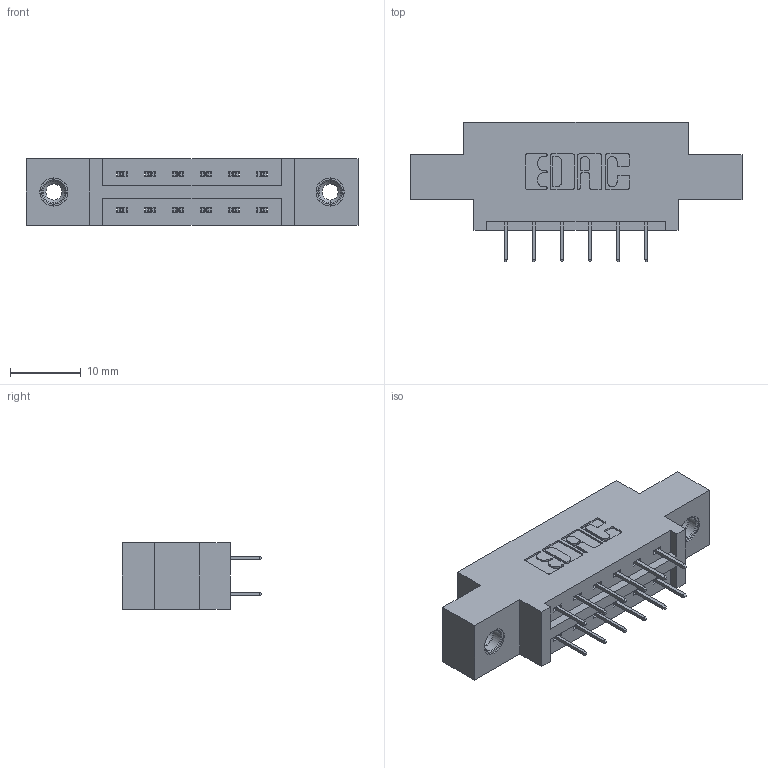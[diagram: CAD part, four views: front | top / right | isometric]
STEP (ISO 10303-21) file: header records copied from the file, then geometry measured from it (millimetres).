
FILE_DESCRIPTION (( 'STEP AP203' ), '1' );
FILE_NAME ('337-012-524-808.STEP', '2019-10-10T15:54:52', ( '' ), ( '' ), 'SwSTEP 2.0', 'SolidWorks 2016', '' );
FILE_SCHEMA (( 'CONFIG_CONTROL_DESIGN' ));
Length unit declared in the file: inch
Products named in the file (4): 337-012-524-808; 345-250-001_345-250-003-102; 345-292-001_345-293-124; 337 Part_0.170 Offset - 0.156 Dia-TI
Assembly tree (15 placements, depth 2):
  337-012-524-808
    337 Part_0.170 Offset - 0.156 Dia-TI
    345-292-001_345-293-124  x12
    345-250-001_345-250-003-102  x2
Bounding box: 46.79 x 19.69 x 9.4 mm (x, y, z)
Volume: 4309.4 mm3; surface area: 4597.6 mm2
Topology: 15 solids, 15 shells, 874 faces, 2439 edges, 1570 vertices
Faces by surface type: plane 634, cylinder 224, cone 12, torus 4
Entity records: 10700 total; most frequent: CARTESIAN_POINT 1813, ORIENTED_EDGE 1742, DIRECTION 1641, EDGE_CURVE 871, VECTOR 727, LINE 727, VERTEX_POINT 572, AXIS2_PLACEMENT_3D 457
